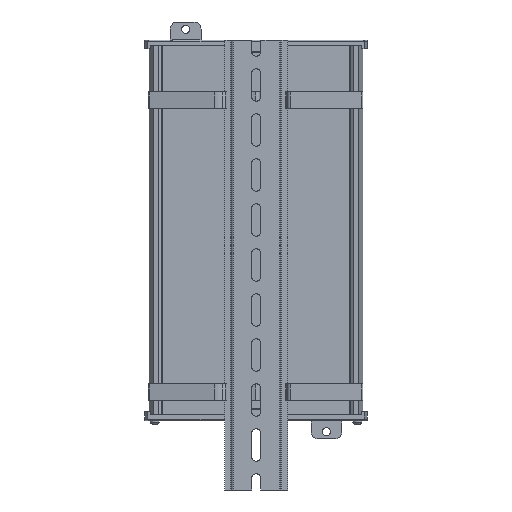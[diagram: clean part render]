
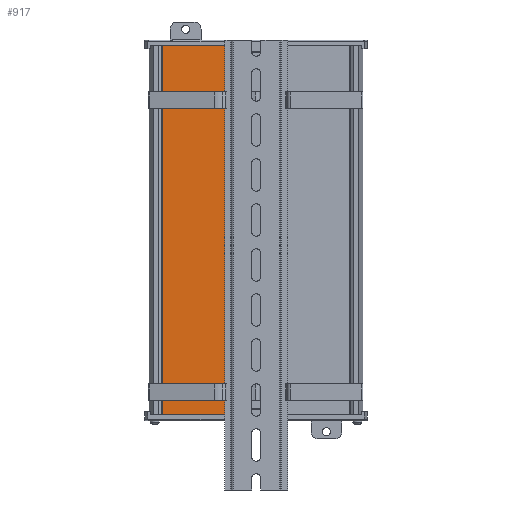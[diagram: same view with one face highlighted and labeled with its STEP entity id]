
A CAD part, front view. The second image highlights one B-rep face of the part: STEP entity #917.
In plain terms, the highlighted face is planar.
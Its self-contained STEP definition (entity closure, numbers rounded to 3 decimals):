
#223 = VECTOR ( 'NONE', #15798, 1000. ) ;
#396 = AXIS2_PLACEMENT_3D ( 'NONE', #24651, #10647, #19362 ) ;
#917 = ADVANCED_FACE ( 'NONE', ( #22988 ), #16511, .T. ) ;
#2952 = EDGE_CURVE ( 'NONE', #35862, #20937, #21011, .T. ) ;
#3100 = CARTESIAN_POINT ( 'NONE',  ( -6.289, -1.653, 0. ) ) ;
#5290 = VERTEX_POINT ( 'NONE', #3100 ) ;
#5326 = ORIENTED_EDGE ( 'NONE', *, *, #5864, .T. ) ;
#5864 = EDGE_CURVE ( 'NONE', #20937, #5290, #6492, .T. ) ;
#6492 = LINE ( 'NONE', #21635, #223 ) ;
#7021 = CARTESIAN_POINT ( 'NONE',  ( -51.874, -1.653, -205. ) ) ;
#7302 = CARTESIAN_POINT ( 'NONE',  ( -51.874, -1.653, -205. ) ) ;
#10340 = CARTESIAN_POINT ( 'NONE',  ( -6.289, -1.653, -205. ) ) ;
#10647 = DIRECTION ( 'NONE',  ( 0., -1., 0. ) ) ;
#10702 = DIRECTION ( 'NONE',  ( 1., 0., 0. ) ) ;
#12677 = LINE ( 'NONE', #7021, #19350 ) ;
#14814 = DIRECTION ( 'NONE',  ( 1., 0., 0. ) ) ;
#15444 = CARTESIAN_POINT ( 'NONE',  ( -51.874, -1.653, -205. ) ) ;
#15798 = DIRECTION ( 'NONE',  ( 0., 0., 1. ) ) ;
#16195 = CARTESIAN_POINT ( 'NONE',  ( -51.874, -1.653, 0. ) ) ;
#16511 = PLANE ( 'NONE',  #396 ) ;
#19350 = VECTOR ( 'NONE', #35783, 1000. ) ;
#19362 = DIRECTION ( 'NONE',  ( 0., 0., -1. ) ) ;
#19452 = EDGE_CURVE ( 'NONE', #35862, #22893, #12677, .T. ) ;
#20937 = VERTEX_POINT ( 'NONE', #10340 ) ;
#21011 = LINE ( 'NONE', #7302, #35262 ) ;
#21635 = CARTESIAN_POINT ( 'NONE',  ( -6.289, -1.653, -205. ) ) ;
#22893 = VERTEX_POINT ( 'NONE', #26523 ) ;
#22988 = FACE_OUTER_BOUND ( 'NONE', #25064, .T. ) ;
#24651 = CARTESIAN_POINT ( 'NONE',  ( -51.874, -1.653, -205. ) ) ;
#25064 = EDGE_LOOP ( 'NONE', ( #30562, #36579, #28029, #5326 ) ) ;
#26094 = VECTOR ( 'NONE', #10702, 1000. ) ;
#26523 = CARTESIAN_POINT ( 'NONE',  ( -51.874, -1.653, 0. ) ) ;
#28029 = ORIENTED_EDGE ( 'NONE', *, *, #2952, .T. ) ;
#30562 = ORIENTED_EDGE ( 'NONE', *, *, #31856, .F. ) ;
#31856 = EDGE_CURVE ( 'NONE', #22893, #5290, #34933, .T. ) ;
#34933 = LINE ( 'NONE', #16195, #26094 ) ;
#35262 = VECTOR ( 'NONE', #14814, 1000. ) ;
#35783 = DIRECTION ( 'NONE',  ( 0., 0., 1. ) ) ;
#35862 = VERTEX_POINT ( 'NONE', #15444 ) ;
#36579 = ORIENTED_EDGE ( 'NONE', *, *, #19452, .F. ) ;
